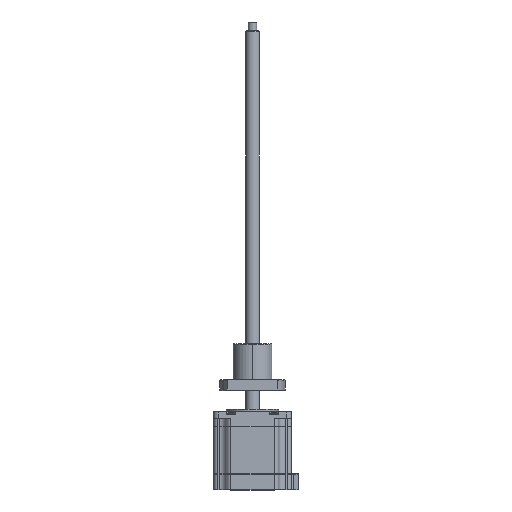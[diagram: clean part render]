
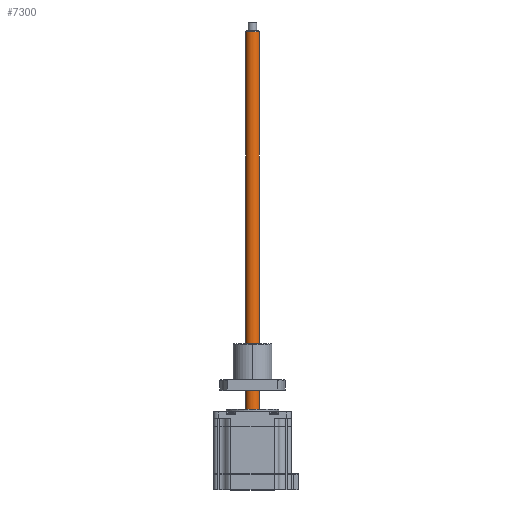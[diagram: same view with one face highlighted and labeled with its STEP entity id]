
A CAD part, top view. The second image highlights one B-rep face of the part: STEP entity #7300.
In plain terms, the highlighted cylindrical face has radius 5 mm (diameter 10 mm), a partial arc.
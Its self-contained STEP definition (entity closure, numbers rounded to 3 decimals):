
#313 = EDGE_CURVE ( 'NONE', #11014, #2073, #4120, .T. ) ;
#1314 = LINE ( 'NONE', #12017, #11405 ) ;
#2073 = VERTEX_POINT ( 'NONE', #13060 ) ;
#2251 = CARTESIAN_POINT ( 'NONE',  ( -21.379, 259.328, 63.668 ) ) ;
#2375 = CARTESIAN_POINT ( 'NONE',  ( -21.379, 258.328, 63.668 ) ) ;
#3227 = CIRCLE ( 'NONE', #12144, 5. ) ;
#3640 = AXIS2_PLACEMENT_3D ( 'NONE', #5509, #12572, #6548 ) ;
#3827 = ORIENTED_EDGE ( 'NONE', *, *, #6137, .F. ) ;
#4120 = LINE ( 'NONE', #2251, #11505 ) ;
#5509 = CARTESIAN_POINT ( 'NONE',  ( -16.379, 258.328, 63.65 ) ) ;
#5646 = EDGE_LOOP ( 'NONE', ( #7657, #9003, #7561, #3827 ) ) ;
#5863 = DIRECTION ( 'NONE',  ( 0., -1., 0. ) ) ;
#6113 = CARTESIAN_POINT ( 'NONE',  ( -11.379, -15.672, 63.632 ) ) ;
#6137 = EDGE_CURVE ( 'NONE', #10875, #2073, #3227, .T. ) ;
#6548 = DIRECTION ( 'NONE',  ( 1., 0., -0.004 ) ) ;
#6708 = CYLINDRICAL_SURFACE ( 'NONE', #9536, 5. ) ;
#7300 = ADVANCED_FACE ( 'NONE', ( #9389 ), #6708, .T. ) ;
#7561 = ORIENTED_EDGE ( 'NONE', *, *, #313, .T. ) ;
#7657 = ORIENTED_EDGE ( 'NONE', *, *, #10789, .F. ) ;
#7815 = EDGE_CURVE ( 'NONE', #9283, #11014, #9372, .T. ) ;
#7994 = DIRECTION ( 'NONE',  ( 0., -1., 0. ) ) ;
#9003 = ORIENTED_EDGE ( 'NONE', *, *, #7815, .T. ) ;
#9283 = VERTEX_POINT ( 'NONE', #12119 ) ;
#9372 = CIRCLE ( 'NONE', #3640, 5. ) ;
#9389 = FACE_OUTER_BOUND ( 'NONE', #5646, .T. ) ;
#9536 = AXIS2_PLACEMENT_3D ( 'NONE', #11618, #12639, #9594 ) ;
#9594 = DIRECTION ( 'NONE',  ( -1., 0., 0.004 ) ) ;
#10789 = EDGE_CURVE ( 'NONE', #9283, #10875, #1314, .T. ) ;
#10875 = VERTEX_POINT ( 'NONE', #6113 ) ;
#11014 = VERTEX_POINT ( 'NONE', #2375 ) ;
#11348 = DIRECTION ( 'NONE',  ( 0., -1., 0. ) ) ;
#11405 = VECTOR ( 'NONE', #7994, 1000. ) ;
#11505 = VECTOR ( 'NONE', #11348, 1000. ) ;
#11618 = CARTESIAN_POINT ( 'NONE',  ( -16.379, 259.328, 63.65 ) ) ;
#11904 = CARTESIAN_POINT ( 'NONE',  ( -16.379, -15.672, 63.65 ) ) ;
#12017 = CARTESIAN_POINT ( 'NONE',  ( -11.379, 259.328, 63.632 ) ) ;
#12119 = CARTESIAN_POINT ( 'NONE',  ( -11.379, 258.328, 63.632 ) ) ;
#12144 = AXIS2_PLACEMENT_3D ( 'NONE', #11904, #5863, #12922 ) ;
#12572 = DIRECTION ( 'NONE',  ( 0., -1., 0. ) ) ;
#12639 = DIRECTION ( 'NONE',  ( 0., -1., 0. ) ) ;
#12922 = DIRECTION ( 'NONE',  ( -1., 0., 0.004 ) ) ;
#13060 = CARTESIAN_POINT ( 'NONE',  ( -21.379, -15.672, 63.668 ) ) ;
